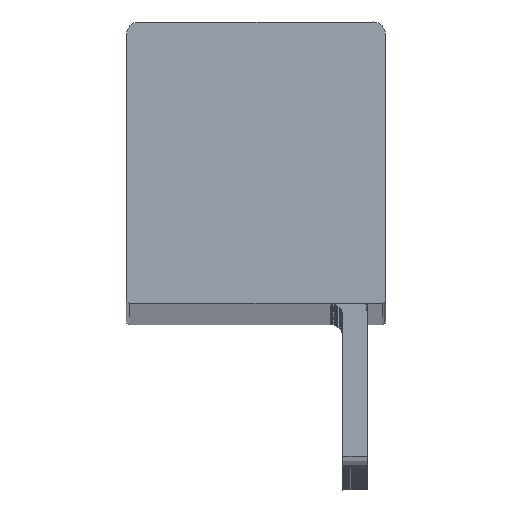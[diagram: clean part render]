
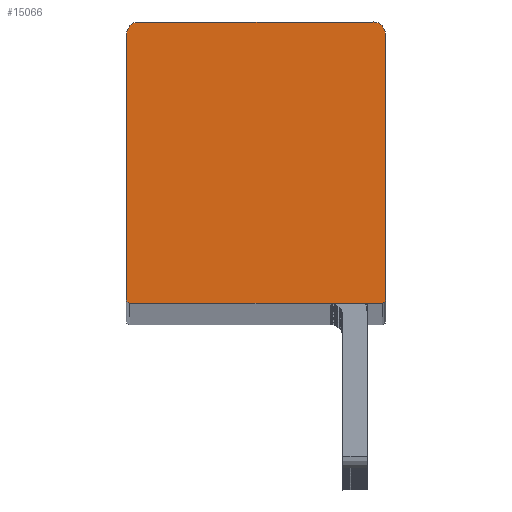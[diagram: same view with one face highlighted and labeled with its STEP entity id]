
A CAD part, top view. The second image highlights one B-rep face of the part: STEP entity #15066.
In plain terms, the highlighted planar face has unit normal (0, 0, 1).
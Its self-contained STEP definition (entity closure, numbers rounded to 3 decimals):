
#4269=CARTESIAN_POINT('',(6701.021,6046.407,90.0));
#4270=VERTEX_POINT('',#4269);
#4285=CARTESIAN_POINT('',(6907.021,6046.407,90.0));
#4286=VERTEX_POINT('',#4285);
#4293=CARTESIAN_POINT('',(6907.021,6046.407,90.0));
#4294=DIRECTION('',(-1.0,0.,0.0));
#4295=VECTOR('',#4294,206.);
#4296=LINE('',#4293,#4295);
#4297=EDGE_CURVE('',#4286,#4270,#4296,.T.);
#15000=CARTESIAN_POINT('',(6804.021,6177.893,90.0));
#15001=DIRECTION('',(0.0,0.0,1.0));
#15002=DIRECTION('',(1.0,0.0,0.0));
#15003=AXIS2_PLACEMENT_3D('',#15000,#15001,#15002);
#15004=PLANE('',#15003);
#15005=ORIENTED_EDGE('',*,*,#4297,.F.);
#15006=CARTESIAN_POINT('',(6910.021,6049.407,90.0));
#15007=VERTEX_POINT('',#15006);
#15008=CARTESIAN_POINT('',(6907.021,6049.407,90.0));
#15009=DIRECTION('',(0.0,0.0,-1.0));
#15010=DIRECTION('',(0.,-1.0,0.0));
#15011=AXIS2_PLACEMENT_3D('',#15008,#15009,#15010);
#15012=CIRCLE('',#15011,3.0);
#15013=EDGE_CURVE('',#15007,#4286,#15012,.T.);
#15014=ORIENTED_EDGE('',*,*,#15013,.F.);
#15015=CARTESIAN_POINT('',(6910.021,6266.407,90.0));
#15016=VERTEX_POINT('',#15015);
#15017=CARTESIAN_POINT('',(6910.021,6266.407,90.0));
#15018=DIRECTION('',(0.,-1.0,0.0));
#15019=VECTOR('',#15018,217.);
#15020=LINE('',#15017,#15019);
#15021=EDGE_CURVE('',#15016,#15007,#15020,.T.);
#15022=ORIENTED_EDGE('',*,*,#15021,.F.);
#15023=CARTESIAN_POINT('',(6900.021,6276.407,90.0));
#15024=VERTEX_POINT('',#15023);
#15025=CARTESIAN_POINT('',(6900.021,6266.407,90.0));
#15026=DIRECTION('',(0.0,0.0,-1.0));
#15027=DIRECTION('',(1.0,0.,0.0));
#15028=AXIS2_PLACEMENT_3D('',#15025,#15026,#15027);
#15029=CIRCLE('',#15028,10.0);
#15030=EDGE_CURVE('',#15024,#15016,#15029,.T.);
#15031=ORIENTED_EDGE('',*,*,#15030,.F.);
#15032=CARTESIAN_POINT('',(6708.021,6276.407,90.0));
#15033=VERTEX_POINT('',#15032);
#15034=CARTESIAN_POINT('',(6708.021,6276.407,90.0));
#15035=DIRECTION('',(1.0,0.,0.0));
#15036=VECTOR('',#15035,192.);
#15037=LINE('',#15034,#15036);
#15038=EDGE_CURVE('',#15033,#15024,#15037,.T.);
#15039=ORIENTED_EDGE('',*,*,#15038,.F.);
#15040=CARTESIAN_POINT('',(6698.021,6266.407,90.0));
#15041=VERTEX_POINT('',#15040);
#15042=CARTESIAN_POINT('',(6708.021,6266.407,90.0));
#15043=DIRECTION('',(0.0,0.0,-1.0));
#15044=DIRECTION('',(0.0,1.0,0.0));
#15045=AXIS2_PLACEMENT_3D('',#15042,#15043,#15044);
#15046=CIRCLE('',#15045,10.0);
#15047=EDGE_CURVE('',#15041,#15033,#15046,.T.);
#15048=ORIENTED_EDGE('',*,*,#15047,.F.);
#15049=CARTESIAN_POINT('',(6698.021,6049.407,90.0));
#15050=VERTEX_POINT('',#15049);
#15051=CARTESIAN_POINT('',(6698.021,6049.407,90.0));
#15052=DIRECTION('',(0.,1.0,0.0));
#15053=VECTOR('',#15052,217.);
#15054=LINE('',#15051,#15053);
#15055=EDGE_CURVE('',#15050,#15041,#15054,.T.);
#15056=ORIENTED_EDGE('',*,*,#15055,.F.);
#15057=CARTESIAN_POINT('',(6701.021,6049.407,90.0));
#15058=DIRECTION('',(0.0,0.0,-1.0));
#15059=DIRECTION('',(-1.0,0.,0.0));
#15060=AXIS2_PLACEMENT_3D('',#15057,#15058,#15059);
#15061=CIRCLE('',#15060,3.0);
#15062=EDGE_CURVE('',#4270,#15050,#15061,.T.);
#15063=ORIENTED_EDGE('',*,*,#15062,.F.);
#15064=EDGE_LOOP('',(#15005,#15014,#15022,#15031,#15039,#15048,#15056,#15063));
#15065=FACE_OUTER_BOUND('',#15064,.T.);
#15066=ADVANCED_FACE('',(#15065),#15004,.T.);
